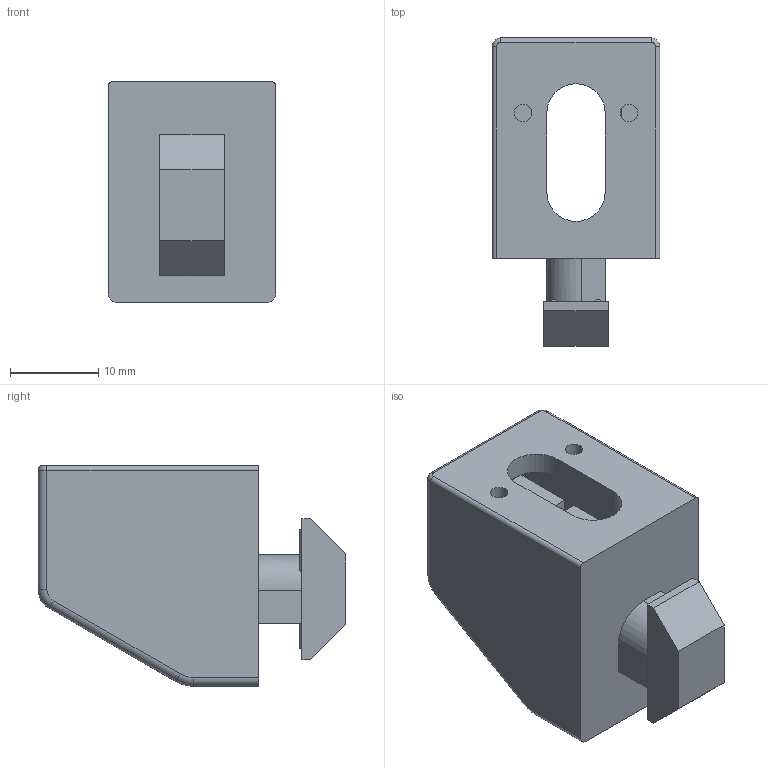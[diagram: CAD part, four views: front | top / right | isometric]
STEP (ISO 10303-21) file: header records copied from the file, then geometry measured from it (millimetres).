
FILE_DESCRIPTION (( 'STEP AP214' ), '1' );
FILE_NAME ('094080M6.STEP', '2014-09-04T08:35:27', ( '' ), ( '' ), 'SwSTEP 2.0', 'SolidWorks 2014', '' );
FILE_SCHEMA (( 'AUTOMOTIVE_DESIGN' ));
Length unit declared in the file: millimetre
Products named in the file (1): 094080M6
Bounding box: 19 x 34.9 x 25 mm (x, y, z)
Volume: 5699.6 mm3; surface area: 4370.8 mm2
Topology: 1 solids, 1 shells, 106 faces, 277 edges, 178 vertices
Faces by surface type: plane 64, cylinder 32, torus 10
Entity records: 3287 total; most frequent: CARTESIAN_POINT 594, DIRECTION 555, ORIENTED_EDGE 554, EDGE_CURVE 277, LINE 197, VECTOR 197, AXIS2_PLACEMENT_3D 179, VERTEX_POINT 178
